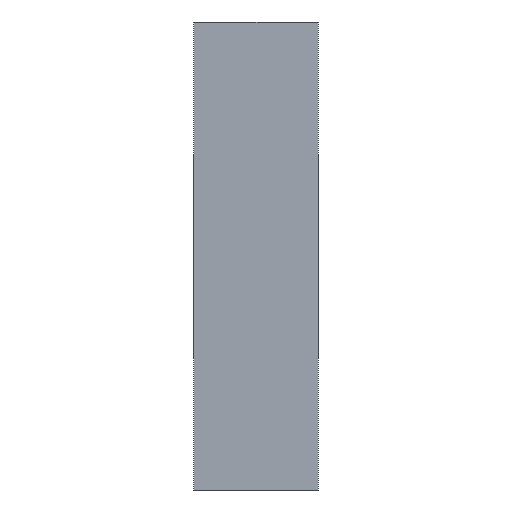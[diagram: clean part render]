
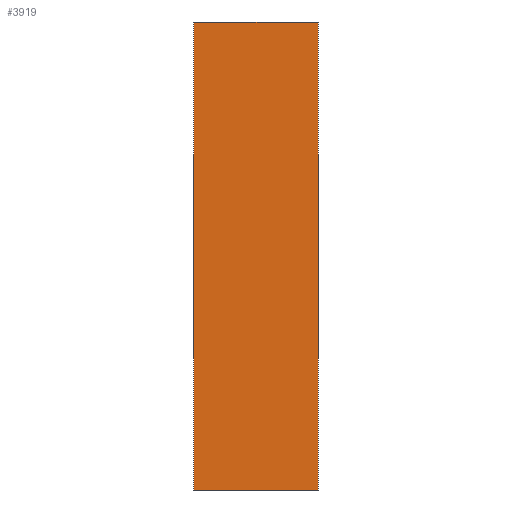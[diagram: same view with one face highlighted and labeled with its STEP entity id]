
A CAD part, left-side view. The second image highlights one B-rep face of the part: STEP entity #3919.
In plain terms, the highlighted planar face has unit normal (-1, 0, 0).
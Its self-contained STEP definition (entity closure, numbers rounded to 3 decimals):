
#10 = ORIENTED_EDGE ( 'NONE', *, *, #5833, .F. ) ;
#1195 = CARTESIAN_POINT ( 'NONE',  ( 0., 8., 0. ) ) ;
#1221 = PLANE ( 'NONE',  #6669 ) ;
#1964 = DIRECTION ( 'NONE',  ( 0., -1., 0. ) ) ;
#2197 = CARTESIAN_POINT ( 'NONE',  ( 0., 8., -30. ) ) ;
#2728 = DIRECTION ( 'NONE',  ( 0., 0., -1. ) ) ;
#2952 = EDGE_CURVE ( 'NONE', #5992, #3094, #2953, .T. ) ;
#2953 = LINE ( 'NONE', #2197, #8389 ) ;
#3019 = EDGE_LOOP ( 'NONE', ( #5729, #10, #7507, #8454 ) ) ;
#3094 = VERTEX_POINT ( 'NONE', #8012 ) ;
#3458 = CARTESIAN_POINT ( 'NONE',  ( 0., 0., 0. ) ) ;
#3757 = VECTOR ( 'NONE', #9032, 1000. ) ;
#3919 = ADVANCED_FACE ( 'NONE', ( #4288 ), #1221, .F. ) ;
#4210 = CARTESIAN_POINT ( 'NONE',  ( 0., 8., 0. ) ) ;
#4288 = FACE_OUTER_BOUND ( 'NONE', #3019, .T. ) ;
#4498 = VERTEX_POINT ( 'NONE', #7046 ) ;
#4920 = DIRECTION ( 'NONE',  ( 0., 0., 1. ) ) ;
#5023 = LINE ( 'NONE', #3458, #8225 ) ;
#5139 = VERTEX_POINT ( 'NONE', #7624 ) ;
#5729 = ORIENTED_EDGE ( 'NONE', *, *, #9277, .T. ) ;
#5806 = EDGE_CURVE ( 'NONE', #5992, #5139, #9287, .T. ) ;
#5833 = EDGE_CURVE ( 'NONE', #5139, #4498, #5936, .T. ) ;
#5936 = LINE ( 'NONE', #1195, #7315 ) ;
#5992 = VERTEX_POINT ( 'NONE', #8510 ) ;
#6403 = CARTESIAN_POINT ( 'NONE',  ( 0., 8., 0. ) ) ;
#6669 = AXIS2_PLACEMENT_3D ( 'NONE', #6403, #7087, #2728 ) ;
#7046 = CARTESIAN_POINT ( 'NONE',  ( 0., 0., 0. ) ) ;
#7087 = DIRECTION ( 'NONE',  ( 1., 0., 0. ) ) ;
#7315 = VECTOR ( 'NONE', #1964, 1000. ) ;
#7507 = ORIENTED_EDGE ( 'NONE', *, *, #5806, .F. ) ;
#7624 = CARTESIAN_POINT ( 'NONE',  ( 0., 8., 0. ) ) ;
#8012 = CARTESIAN_POINT ( 'NONE',  ( 0., 0., -30. ) ) ;
#8225 = VECTOR ( 'NONE', #4920, 1000. ) ;
#8389 = VECTOR ( 'NONE', #9209, 1000. ) ;
#8454 = ORIENTED_EDGE ( 'NONE', *, *, #2952, .T. ) ;
#8510 = CARTESIAN_POINT ( 'NONE',  ( 0., 8., -30. ) ) ;
#9032 = DIRECTION ( 'NONE',  ( 0., 0., 1. ) ) ;
#9209 = DIRECTION ( 'NONE',  ( 0., -1., 0. ) ) ;
#9277 = EDGE_CURVE ( 'NONE', #3094, #4498, #5023, .T. ) ;
#9287 = LINE ( 'NONE', #4210, #3757 ) ;
